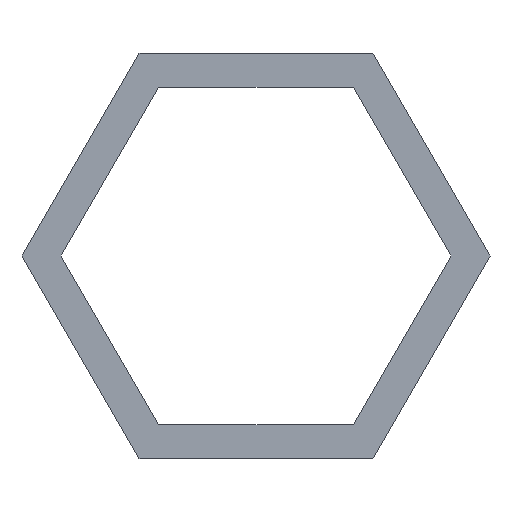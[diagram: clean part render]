
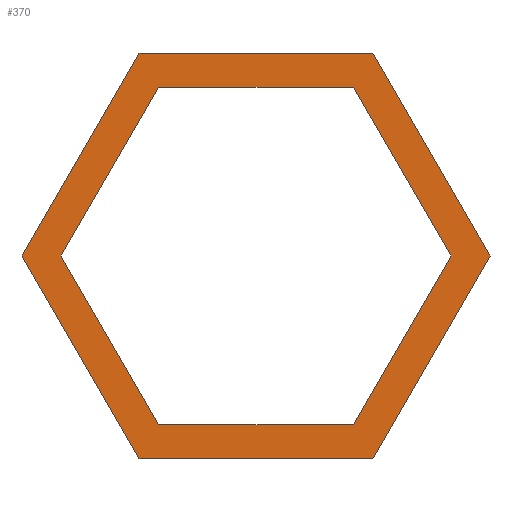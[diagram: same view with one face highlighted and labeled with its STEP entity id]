
A CAD part, front view. The second image highlights one B-rep face of the part: STEP entity #370.
In plain terms, the highlighted planar face has unit normal (0, -1, 0).
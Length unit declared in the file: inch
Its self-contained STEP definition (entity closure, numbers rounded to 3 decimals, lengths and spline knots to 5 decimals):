
#1=DIRECTION('',(1.,0.,0.));
#2=VECTOR('',#1,0.86614);
#3=CARTESIAN_POINT('',(0.64961,0.,-0.37505));
#4=LINE('',#3,#2);
#5=DIRECTION('',(0.5,0.,-0.866));
#6=VECTOR('',#5,0.86614);
#7=CARTESIAN_POINT('',(1.51575,0.,-0.37505));
#8=LINE('',#7,#6);
#9=DIRECTION('',(-0.5,0.,-0.866));
#10=VECTOR('',#9,0.86614);
#11=CARTESIAN_POINT('',(1.94882,0.,-1.12515));
#12=LINE('',#11,#10);
#13=DIRECTION('',(-1.,0.,0.));
#14=VECTOR('',#13,0.86614);
#15=CARTESIAN_POINT('',(1.51575,0.,-1.87525));
#16=LINE('',#15,#14);
#17=DIRECTION('',(-0.5,0.,0.866));
#18=VECTOR('',#17,0.86614);
#19=CARTESIAN_POINT('',(0.64961,0.,-1.87525));
#20=LINE('',#19,#18);
#21=DIRECTION('',(0.5,0.,0.866));
#22=VECTOR('',#21,0.86614);
#23=CARTESIAN_POINT('',(0.21654,0.,-1.12515));
#24=LINE('',#23,#22);
#25=DIRECTION('',(-0.5,0.,-0.866));
#26=VECTOR('',#25,0.72165);
#27=CARTESIAN_POINT('',(0.72185,0.,-0.50018));
#28=LINE('',#27,#26);
#29=DIRECTION('',(0.5,0.,-0.866));
#30=VECTOR('',#29,0.72165);
#31=CARTESIAN_POINT('',(0.36102,0.,-1.12515));
#32=LINE('',#31,#30);
#33=DIRECTION('',(1.,0.,0.));
#34=VECTOR('',#33,0.72165);
#35=CARTESIAN_POINT('',(0.72185,0.,-1.75012));
#36=LINE('',#35,#34);
#37=DIRECTION('',(0.5,0.,0.866));
#38=VECTOR('',#37,0.72165);
#39=CARTESIAN_POINT('',(1.4435,0.,-1.75012));
#40=LINE('',#39,#38);
#41=DIRECTION('',(-0.5,0.,0.866));
#42=VECTOR('',#41,0.72165);
#43=CARTESIAN_POINT('',(1.80433,0.,-1.12515));
#44=LINE('',#43,#42);
#45=DIRECTION('',(-1.,0.,0.));
#46=VECTOR('',#45,0.72165);
#47=CARTESIAN_POINT('',(1.4435,0.,-0.50018));
#48=LINE('',#47,#46);
#257=CARTESIAN_POINT('',(0.64961,0.,-0.37505));
#258=CARTESIAN_POINT('',(1.51575,0.,-0.37505));
#259=VERTEX_POINT('',#257);
#260=VERTEX_POINT('',#258);
#261=CARTESIAN_POINT('',(1.94882,0.,-1.12515));
#262=VERTEX_POINT('',#261);
#263=CARTESIAN_POINT('',(1.51575,0.,-1.87525));
#264=VERTEX_POINT('',#263);
#265=CARTESIAN_POINT('',(0.64961,0.,-1.87525));
#266=VERTEX_POINT('',#265);
#267=CARTESIAN_POINT('',(0.21654,0.,-1.12515));
#268=VERTEX_POINT('',#267);
#269=CARTESIAN_POINT('',(0.72185,0.,-0.50018));
#270=CARTESIAN_POINT('',(0.36102,0.,-1.12515));
#271=VERTEX_POINT('',#269);
#272=VERTEX_POINT('',#270);
#273=CARTESIAN_POINT('',(0.72185,0.,-1.75012));
#274=VERTEX_POINT('',#273);
#275=CARTESIAN_POINT('',(1.4435,0.,-1.75012));
#276=VERTEX_POINT('',#275);
#277=CARTESIAN_POINT('',(1.80433,0.,-1.12515));
#278=VERTEX_POINT('',#277);
#279=CARTESIAN_POINT('',(1.4435,0.,-0.50018));
#280=VERTEX_POINT('',#279);
#337=CARTESIAN_POINT('',(1.08268,0.,-1.12515));
#338=DIRECTION('',(0.,1.,0.));
#339=DIRECTION('',(1.,0.,0.));
#340=AXIS2_PLACEMENT_3D('',#337,#338,#339);
#341=PLANE('',#340);
#343=ORIENTED_EDGE('',*,*,#342,.T.);
#345=ORIENTED_EDGE('',*,*,#344,.T.);
#347=ORIENTED_EDGE('',*,*,#346,.T.);
#349=ORIENTED_EDGE('',*,*,#348,.T.);
#351=ORIENTED_EDGE('',*,*,#350,.T.);
#353=ORIENTED_EDGE('',*,*,#352,.T.);
#354=EDGE_LOOP('',(#343,#345,#347,#349,#351,#353));
#355=FACE_OUTER_BOUND('',#354,.F.);
#357=ORIENTED_EDGE('',*,*,#356,.T.);
#359=ORIENTED_EDGE('',*,*,#358,.T.);
#361=ORIENTED_EDGE('',*,*,#360,.T.);
#363=ORIENTED_EDGE('',*,*,#362,.T.);
#365=ORIENTED_EDGE('',*,*,#364,.T.);
#367=ORIENTED_EDGE('',*,*,#366,.T.);
#368=EDGE_LOOP('',(#357,#359,#361,#363,#365,#367));
#369=FACE_BOUND('',#368,.F.);
#370=ADVANCED_FACE('',(#355,#369),#341,.F.);
#342=EDGE_CURVE('',#259,#260,#4,.T.);
#344=EDGE_CURVE('',#260,#262,#8,.T.);
#346=EDGE_CURVE('',#262,#264,#12,.T.);
#348=EDGE_CURVE('',#264,#266,#16,.T.);
#350=EDGE_CURVE('',#266,#268,#20,.T.);
#352=EDGE_CURVE('',#268,#259,#24,.T.);
#356=EDGE_CURVE('',#271,#272,#28,.T.);
#358=EDGE_CURVE('',#272,#274,#32,.T.);
#360=EDGE_CURVE('',#274,#276,#36,.T.);
#362=EDGE_CURVE('',#276,#278,#40,.T.);
#364=EDGE_CURVE('',#278,#280,#44,.T.);
#366=EDGE_CURVE('',#280,#271,#48,.T.);
